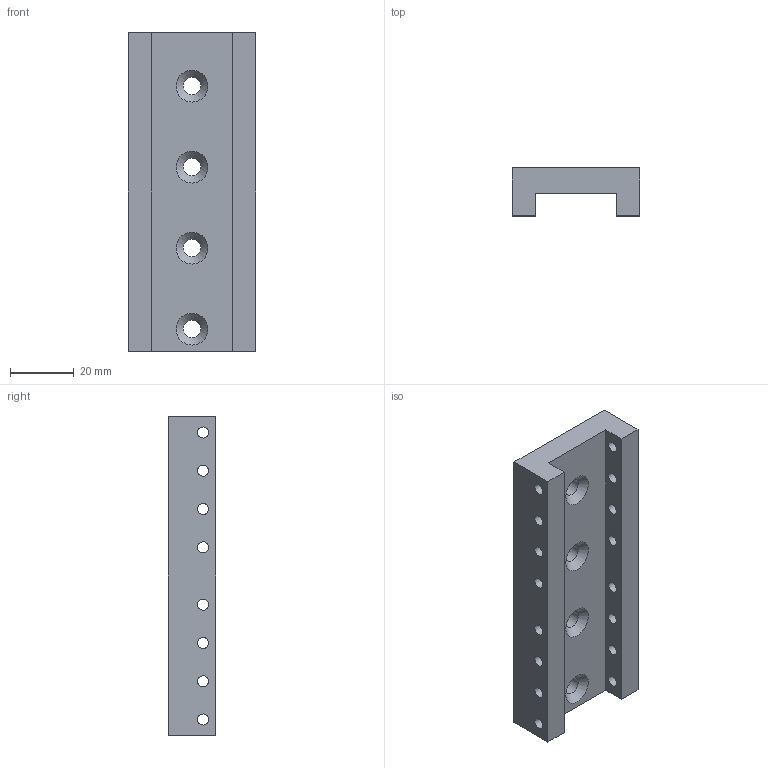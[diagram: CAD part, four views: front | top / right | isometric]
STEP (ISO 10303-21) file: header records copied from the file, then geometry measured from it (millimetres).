
FILE_DESCRIPTION( ( 'Unknown' ), '1' );
FILE_NAME( 'Z79-1 990232.stp', 'Unknown', ( 'Unknown' ), ( 'Unknown' ), 'PSStep 10.1', 'Unknown', ' ' );
FILE_SCHEMA( ( 'AUTOMOTIVE_DESIGN { 1 0 10303 214 1 1 1 1 }' ) );
Length unit declared in the file: millimetre
Products named in the file (1): 1
Bounding box: 40 x 15 x 100 mm (x, y, z)
Volume: 40139.5 mm3; surface area: 14511 mm2
Topology: 1 solids, 1 shells, 34 faces, 116 edges, 84 vertices
Faces by surface type: cylinder 20, plane 10, cone 4
Full cylindrical faces by diameter (mm): 3.459 x16, 5.5 x4
Entity records: 1336 total; most frequent: DIRECTION 182, CARTESIAN_POINT 163, ORIENTED_EDGE 136, EDGE_LOOP 98, AXIS2_PLACEMENT_3D 79, EDGE_CURVE 68, VERTEX_POINT 60, FACE_OUTER_BOUND 54
